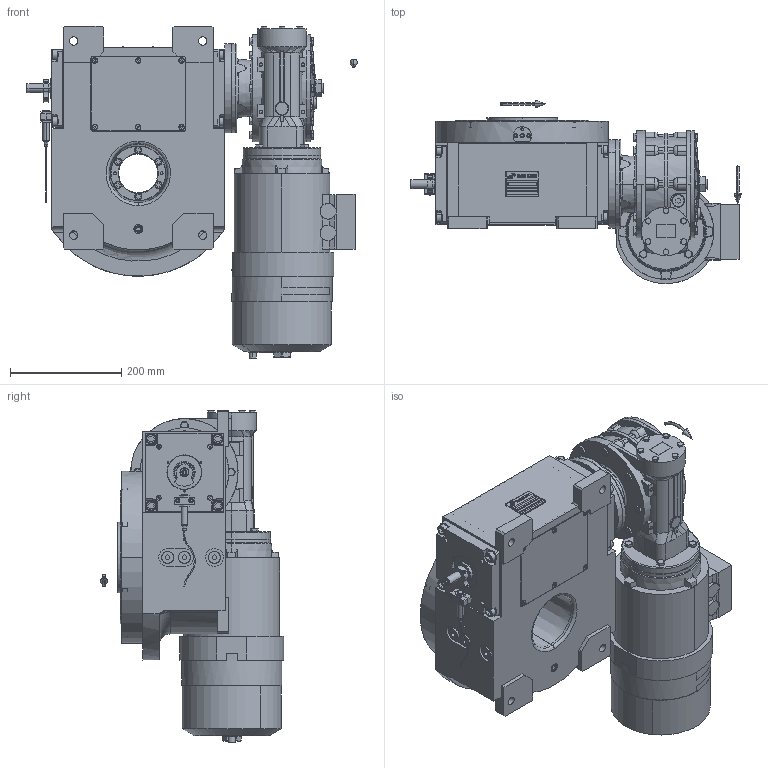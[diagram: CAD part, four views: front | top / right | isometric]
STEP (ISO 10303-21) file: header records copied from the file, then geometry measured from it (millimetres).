
FILE_DESCRIPTION (( 'STEP AP203' ), '1' );
FILE_NAME ('PC5010786.step', '2026-03-23T07:15:48', ( '' ), ( '' ), 'SwSTEP 2.0', 'SolidWorks 2020', '' );
FILE_SCHEMA (( 'CONFIG_CONTROL_DESIGN' ));
Length unit declared in the file: millimetre
Products named in the file (91): rig09_004; cfn2115_02_057; cfn2003_01_054; cfn2128_19_002; cfn2000_01_081; AS_900_38_30_003; RIG09_005_ASM.stp; cfn2077_01_036; 900_38_11_06_4; cfn2000_01_126; cfn2000_01_099; rig09_016; cfn2276_01_056; rig09_017; CFN2223_02_003.stp; cfn2151_01_170; AS_rig09_017; cfn2107_01_001; CFN2010_02_002.stp; AS_900_38_11_06_4; cfn2476_01_002_60x46; CFN2010_01_020.stp; AS_rig09_016; cfn2155_01_196; cfn2151_01_167; rig09_007_master; RMI85_F3_LCB_SX_90B14; cfn2070_05_009; rig09_071_8_m.stp; CFN2203_02_002.stp; AS_rig09_004; cfn2115_02_058; cfn2400_04_003; cfn2010_01_015.prt; rig09_010_s_001; CFN2223_02_004.stp; CFN2000_01_185.stp; PC5010786; freccia_angolare_albero; AS_rig09_002_bl_003 ...
Assembly tree (80 placements, depth 5):
  cfn2115_02_057
  cfn2077_01_036
  cfn2276_01_056
  CFN2223_02_003.stp
  cfn2151_01_170
Bounding box: 594.5 x 329.31 x 597 mm (x, y, z)
Volume: 17674834.6 mm3; surface area: 1864618.8 mm2
Topology: 70 solids, 89 shells, 3579 faces, 8832 edges, 5665 vertices
Faces by surface type: plane 1760, cylinder 1078, cone 480, torus 210, bspline 47, sphere 4
Entity records: 132370 total; most frequent: CARTESIAN_POINT 39416, DIRECTION 17415, ORIENTED_EDGE 17234, EDGE_CURVE 8619, AXIS2_PLACEMENT_3D 6324, VERTEX_POINT 5580, LINE 4767, VECTOR 4767
